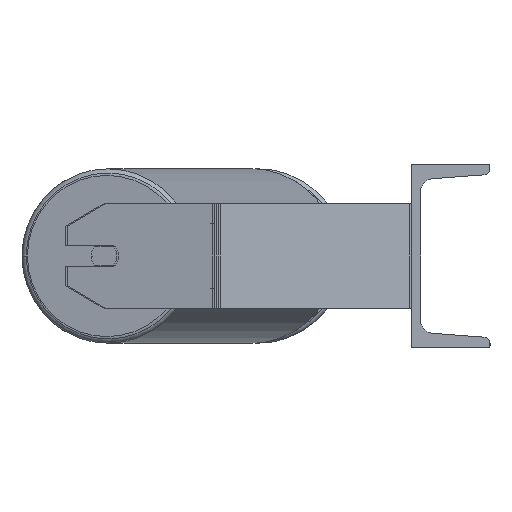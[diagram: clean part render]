
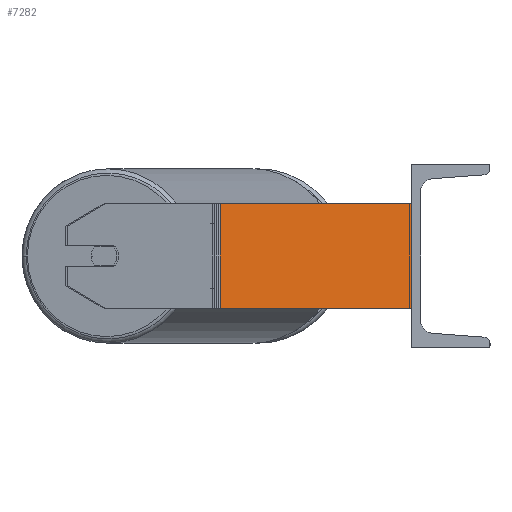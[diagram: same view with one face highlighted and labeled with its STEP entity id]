
A CAD part, left-side view. The second image highlights one B-rep face of the part: STEP entity #7282.
In plain terms, the highlighted planar face has unit normal (-0.985, -0.174, 0).
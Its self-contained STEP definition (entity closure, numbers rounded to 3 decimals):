
#100 = DIRECTION ( 'NONE',  ( 0.174, -0.985, 0. ) ) ;
#287 = VERTEX_POINT ( 'NONE', #1524 ) ;
#701 = DIRECTION ( 'NONE',  ( -0.174, 0.985, 0. ) ) ;
#772 = VECTOR ( 'NONE', #7616, 1000. ) ;
#1114 = ORIENTED_EDGE ( 'NONE', *, *, #7001, .F. ) ;
#1362 = VECTOR ( 'NONE', #5501, 1000. ) ;
#1397 = VECTOR ( 'NONE', #100, 1000. ) ;
#1524 = CARTESIAN_POINT ( 'NONE',  ( -1010.712, 145.82, 40. ) ) ;
#1543 = AXIS2_PLACEMENT_3D ( 'NONE', #4191, #2731, #701 ) ;
#2031 = ORIENTED_EDGE ( 'NONE', *, *, #3435, .F. ) ;
#2272 = CARTESIAN_POINT ( 'NONE',  ( -1011.202, 148.598, 40. ) ) ;
#2705 = CARTESIAN_POINT ( 'NONE',  ( -985., 0., 40. ) ) ;
#2731 = DIRECTION ( 'NONE',  ( 0.985, 0.174, 0. ) ) ;
#3198 = LINE ( 'NONE', #3942, #3993 ) ;
#3324 = CARTESIAN_POINT ( 'NONE',  ( -985., 0., 40. ) ) ;
#3435 = EDGE_CURVE ( 'NONE', #6375, #8221, #9033, .T. ) ;
#3562 = EDGE_LOOP ( 'NONE', ( #7175, #2031, #1114, #4797 ) ) ;
#3942 = CARTESIAN_POINT ( 'NONE',  ( -1010.712, 145.82, 40. ) ) ;
#3993 = VECTOR ( 'NONE', #8040, 1000. ) ;
#4191 = CARTESIAN_POINT ( 'NONE',  ( -1011.202, 148.598, 40. ) ) ;
#4338 = LINE ( 'NONE', #2272, #1397 ) ;
#4699 = CARTESIAN_POINT ( 'NONE',  ( -1011.202, 148.598, -40. ) ) ;
#4797 = ORIENTED_EDGE ( 'NONE', *, *, #5435, .T. ) ;
#4847 = VERTEX_POINT ( 'NONE', #6607 ) ;
#5435 = EDGE_CURVE ( 'NONE', #287, #4847, #3198, .T. ) ;
#5501 = DIRECTION ( 'NONE',  ( 0., 0., -1. ) ) ;
#5994 = EDGE_CURVE ( 'NONE', #4847, #8221, #8973, .T. ) ;
#6375 = VERTEX_POINT ( 'NONE', #3324 ) ;
#6607 = CARTESIAN_POINT ( 'NONE',  ( -1010.712, 145.82, -40. ) ) ;
#6871 = PLANE ( 'NONE',  #1543 ) ;
#7001 = EDGE_CURVE ( 'NONE', #287, #6375, #4338, .T. ) ;
#7175 = ORIENTED_EDGE ( 'NONE', *, *, #5994, .T. ) ;
#7282 = ADVANCED_FACE ( 'NONE', ( #8395 ), #6871, .F. ) ;
#7616 = DIRECTION ( 'NONE',  ( 0.174, -0.985, 0. ) ) ;
#7933 = CARTESIAN_POINT ( 'NONE',  ( -985., 0., -40. ) ) ;
#8040 = DIRECTION ( 'NONE',  ( 0., 0., -1. ) ) ;
#8221 = VERTEX_POINT ( 'NONE', #7933 ) ;
#8395 = FACE_OUTER_BOUND ( 'NONE', #3562, .T. ) ;
#8973 = LINE ( 'NONE', #4699, #772 ) ;
#9033 = LINE ( 'NONE', #2705, #1362 ) ;
